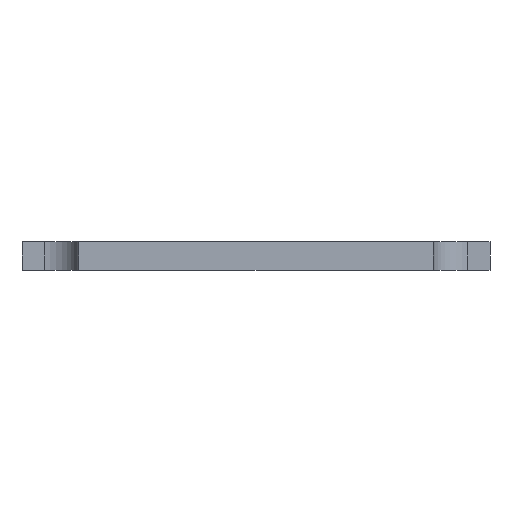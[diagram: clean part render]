
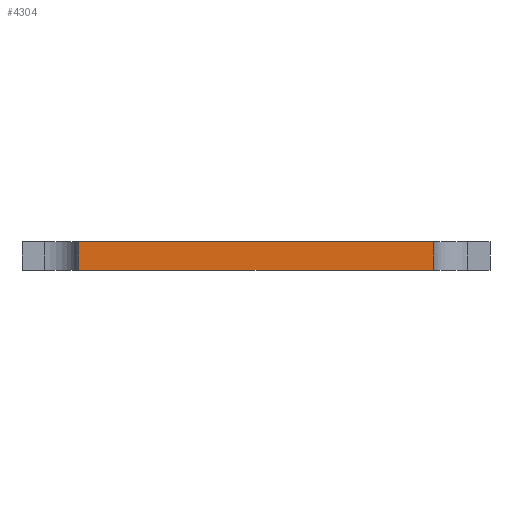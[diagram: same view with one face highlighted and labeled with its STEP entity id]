
A CAD part, left-side view. The second image highlights one B-rep face of the part: STEP entity #4304.
In plain terms, the highlighted planar face has unit normal (-1, 0, 0).
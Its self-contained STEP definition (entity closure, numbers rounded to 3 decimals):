
#83 = PLANE('',#84);
#84 = AXIS2_PLACEMENT_3D('',#85,#86,#87);
#85 = CARTESIAN_POINT('',(14.1,-36.95,4.5));
#86 = DIRECTION('',(0.,0.,1.));
#87 = DIRECTION('',(1.,0.,0.));
#137 = PLANE('',#138);
#138 = AXIS2_PLACEMENT_3D('',#139,#140,#141);
#139 = CARTESIAN_POINT('',(14.1,-36.95,0.));
#140 = DIRECTION('',(0.,0.,1.));
#141 = DIRECTION('',(1.,0.,0.));
#557 = VERTEX_POINT('',#558);
#558 = CARTESIAN_POINT('',(-28.1,27.95,0.));
#572 = PLANE('',#573);
#573 = AXIS2_PLACEMENT_3D('',#574,#575,#576);
#574 = CARTESIAN_POINT('',(-28.1,27.95,0.));
#575 = DIRECTION('',(0.,1.,0.));
#576 = DIRECTION('',(1.,0.,0.));
#584 = EDGE_CURVE('',#585,#557,#587,.T.);
#585 = VERTEX_POINT('',#586);
#586 = CARTESIAN_POINT('',(-28.1,-27.95,0.));
#587 = SURFACE_CURVE('',#588,(#592,#599),.PCURVE_S1.);
#588 = LINE('',#589,#590);
#589 = CARTESIAN_POINT('',(-28.1,-27.95,0.));
#590 = VECTOR('',#591,1.);
#591 = DIRECTION('',(0.,1.,0.));
#592 = PCURVE('',#137,#593);
#593 = DEFINITIONAL_REPRESENTATION('',(#594),#598);
#594 = LINE('',#595,#596);
#595 = CARTESIAN_POINT('',(-42.2,9.));
#596 = VECTOR('',#597,1.);
#597 = DIRECTION('',(0.,1.));
#598 = ( GEOMETRIC_REPRESENTATION_CONTEXT(2) 
PARAMETRIC_REPRESENTATION_CONTEXT() REPRESENTATION_CONTEXT('2D SPACE',''
  ) );
#599 = PCURVE('',#600,#605);
#600 = PLANE('',#601);
#601 = AXIS2_PLACEMENT_3D('',#602,#603,#604);
#602 = CARTESIAN_POINT('',(-28.1,-27.95,0.));
#603 = DIRECTION('',(-1.,0.,0.));
#604 = DIRECTION('',(0.,1.,0.));
#605 = DEFINITIONAL_REPRESENTATION('',(#606),#610);
#606 = LINE('',#607,#608);
#607 = CARTESIAN_POINT('',(0.,0.));
#608 = VECTOR('',#609,1.);
#609 = DIRECTION('',(1.,0.));
#610 = ( GEOMETRIC_REPRESENTATION_CONTEXT(2) 
PARAMETRIC_REPRESENTATION_CONTEXT() REPRESENTATION_CONTEXT('2D SPACE',''
  ) );
#628 = PLANE('',#629);
#629 = AXIS2_PLACEMENT_3D('',#630,#631,#632);
#630 = CARTESIAN_POINT('',(-28.1,-27.95,0.));
#631 = DIRECTION('',(0.,1.,0.));
#632 = DIRECTION('',(1.,0.,0.));
#2499 = VERTEX_POINT('',#2500);
#2500 = CARTESIAN_POINT('',(-28.1,27.95,4.5));
#2521 = EDGE_CURVE('',#2522,#2499,#2524,.T.);
#2522 = VERTEX_POINT('',#2523);
#2523 = CARTESIAN_POINT('',(-28.1,-27.95,4.5));
#2524 = SURFACE_CURVE('',#2525,(#2529,#2536),.PCURVE_S1.);
#2525 = LINE('',#2526,#2527);
#2526 = CARTESIAN_POINT('',(-28.1,-27.95,4.5));
#2527 = VECTOR('',#2528,1.);
#2528 = DIRECTION('',(0.,1.,0.));
#2529 = PCURVE('',#83,#2530);
#2530 = DEFINITIONAL_REPRESENTATION('',(#2531),#2535);
#2531 = LINE('',#2532,#2533);
#2532 = CARTESIAN_POINT('',(-42.2,9.));
#2533 = VECTOR('',#2534,1.);
#2534 = DIRECTION('',(0.,1.));
#2535 = ( GEOMETRIC_REPRESENTATION_CONTEXT(2) 
PARAMETRIC_REPRESENTATION_CONTEXT() REPRESENTATION_CONTEXT('2D SPACE',''
  ) );
#2536 = PCURVE('',#600,#2537);
#2537 = DEFINITIONAL_REPRESENTATION('',(#2538),#2542);
#2538 = LINE('',#2539,#2540);
#2539 = CARTESIAN_POINT('',(0.,-4.5));
#2540 = VECTOR('',#2541,1.);
#2541 = DIRECTION('',(1.,0.));
#2542 = ( GEOMETRIC_REPRESENTATION_CONTEXT(2) 
PARAMETRIC_REPRESENTATION_CONTEXT() REPRESENTATION_CONTEXT('2D SPACE',''
  ) );
#4254 = EDGE_CURVE('',#585,#2522,#4255,.T.);
#4255 = SURFACE_CURVE('',#4256,(#4260,#4267),.PCURVE_S1.);
#4256 = LINE('',#4257,#4258);
#4257 = CARTESIAN_POINT('',(-28.1,-27.95,0.));
#4258 = VECTOR('',#4259,1.);
#4259 = DIRECTION('',(0.,0.,1.));
#4260 = PCURVE('',#628,#4261);
#4261 = DEFINITIONAL_REPRESENTATION('',(#4262),#4266);
#4262 = LINE('',#4263,#4264);
#4263 = CARTESIAN_POINT('',(0.,0.));
#4264 = VECTOR('',#4265,1.);
#4265 = DIRECTION('',(0.,-1.));
#4266 = ( GEOMETRIC_REPRESENTATION_CONTEXT(2) 
PARAMETRIC_REPRESENTATION_CONTEXT() REPRESENTATION_CONTEXT('2D SPACE',''
  ) );
#4267 = PCURVE('',#600,#4268);
#4268 = DEFINITIONAL_REPRESENTATION('',(#4269),#4273);
#4269 = LINE('',#4270,#4271);
#4270 = CARTESIAN_POINT('',(0.,0.));
#4271 = VECTOR('',#4272,1.);
#4272 = DIRECTION('',(0.,-1.));
#4273 = ( GEOMETRIC_REPRESENTATION_CONTEXT(2) 
PARAMETRIC_REPRESENTATION_CONTEXT() REPRESENTATION_CONTEXT('2D SPACE',''
  ) );
#4304 = ADVANCED_FACE('',(#4305),#600,.T.);
#4305 = FACE_BOUND('',#4306,.T.);
#4306 = EDGE_LOOP('',(#4307,#4308,#4309,#4330));
#4307 = ORIENTED_EDGE('',*,*,#4254,.T.);
#4308 = ORIENTED_EDGE('',*,*,#2521,.T.);
#4309 = ORIENTED_EDGE('',*,*,#4310,.F.);
#4310 = EDGE_CURVE('',#557,#2499,#4311,.T.);
#4311 = SURFACE_CURVE('',#4312,(#4316,#4323),.PCURVE_S1.);
#4312 = LINE('',#4313,#4314);
#4313 = CARTESIAN_POINT('',(-28.1,27.95,0.));
#4314 = VECTOR('',#4315,1.);
#4315 = DIRECTION('',(0.,0.,1.));
#4316 = PCURVE('',#600,#4317);
#4317 = DEFINITIONAL_REPRESENTATION('',(#4318),#4322);
#4318 = LINE('',#4319,#4320);
#4319 = CARTESIAN_POINT('',(55.9,0.));
#4320 = VECTOR('',#4321,1.);
#4321 = DIRECTION('',(0.,-1.));
#4322 = ( GEOMETRIC_REPRESENTATION_CONTEXT(2) 
PARAMETRIC_REPRESENTATION_CONTEXT() REPRESENTATION_CONTEXT('2D SPACE',''
  ) );
#4323 = PCURVE('',#572,#4324);
#4324 = DEFINITIONAL_REPRESENTATION('',(#4325),#4329);
#4325 = LINE('',#4326,#4327);
#4326 = CARTESIAN_POINT('',(0.,0.));
#4327 = VECTOR('',#4328,1.);
#4328 = DIRECTION('',(0.,-1.));
#4329 = ( GEOMETRIC_REPRESENTATION_CONTEXT(2) 
PARAMETRIC_REPRESENTATION_CONTEXT() REPRESENTATION_CONTEXT('2D SPACE',''
  ) );
#4330 = ORIENTED_EDGE('',*,*,#584,.F.);
